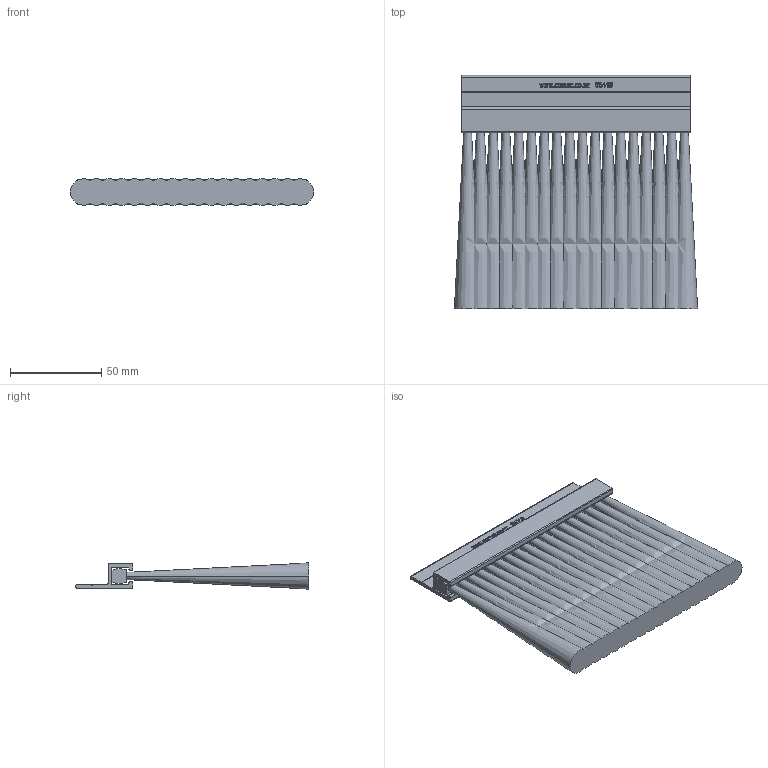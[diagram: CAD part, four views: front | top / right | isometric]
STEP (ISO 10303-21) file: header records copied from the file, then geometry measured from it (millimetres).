
FILE_DESCRIPTION (( 'STEP AP214' ), '1' );
FILE_NAME ('05419-Brush Strip and H Holder 100mm.STEP', '2018-12-03T03:29:29', ( '' ), ( '' ), 'SwSTEP 2.0', 'SolidWorks 2018', '' );
FILE_SCHEMA (( 'AUTOMOTIVE_DESIGN' ));
Length unit declared in the file: millimetre
Products named in the file (5): 5419 Brush; 5419 mount; 05419-Brush Strip and H Holder 100mm
Assembly tree (2 placements, depth 2):
  5419 Brush
  5419 mount
  05419-Brush Strip and H Holder 100mm
    5419 mount
    5419 Brush
Bounding box: 133.48 x 128 x 14.48 mm (x, y, z)
Volume: 125224.6 mm3; surface area: 50953.9 mm2
Topology: 2 solids, 2 shells, 326 faces, 919 edges, 607 vertices
Faces by surface type: plane 180, bspline 98, cone 36, cylinder 12
Entity records: 17645 total; most frequent: CARTESIAN_POINT 9186, ORIENTED_EDGE 1838, DIRECTION 1253, EDGE_CURVE 919, VERTEX_POINT 607, VECTOR 593, LINE 593, EDGE_LOOP 370
